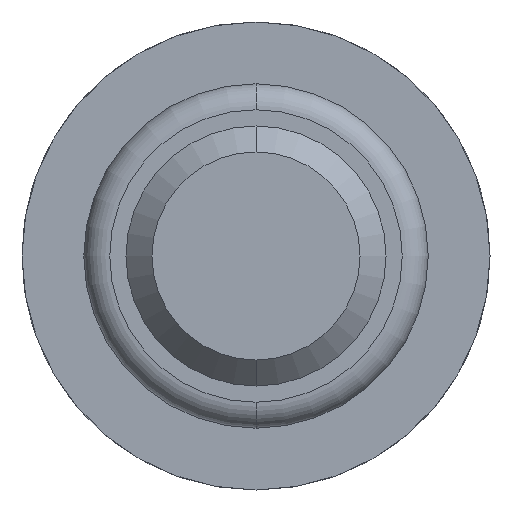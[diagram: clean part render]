
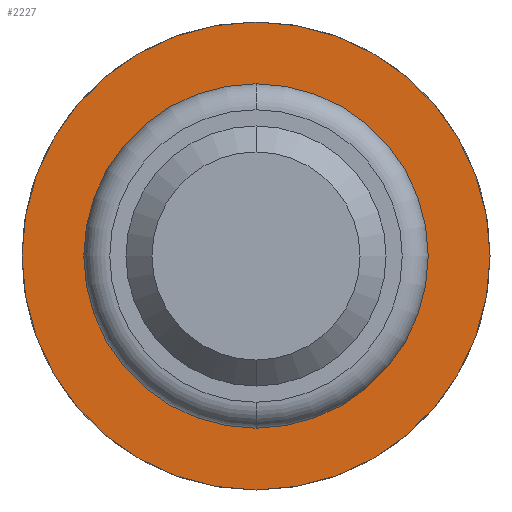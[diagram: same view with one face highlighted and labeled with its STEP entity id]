
A CAD part, front view. The second image highlights one B-rep face of the part: STEP entity #2227.
In plain terms, the highlighted planar face has unit normal (0, -1, 0).
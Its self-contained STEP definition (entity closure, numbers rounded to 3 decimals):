
#310 = DIRECTION ( 'NONE',  ( 0., 1., 0. ) ) ;
#322 = CARTESIAN_POINT ( 'NONE',  ( 0., -1.8, 0. ) ) ;
#485 = VERTEX_POINT ( 'NONE', #3318 ) ;
#487 = CARTESIAN_POINT ( 'NONE',  ( 0., -1.8, 1.8 ) ) ;
#525 = EDGE_CURVE ( 'Defeature ausgef�hrt4_12+Defeature ausgef�hrt4_13+Defeature ausgef�hrt4_13+Defeature ausgef�hrt4_13', #485, #3179, #2661, .T. ) ;
#733 = DIRECTION ( 'NONE',  ( 0., 0., 1. ) ) ;
#937 = DIRECTION ( 'NONE',  ( 0., 1., 0. ) ) ;
#1001 = CARTESIAN_POINT ( 'NONE',  ( 0., -1.8, 1.325 ) ) ;
#1005 = DIRECTION ( 'NONE',  ( 0., 0., 1. ) ) ;
#1218 = VERTEX_POINT ( 'NONE', #3898 ) ;
#1256 = DIRECTION ( 'NONE',  ( 0., 0., 1. ) ) ;
#1266 = AXIS2_PLACEMENT_3D ( 'NONE', #2289, #2590, #1934 ) ;
#1288 = PLANE ( 'NONE',  #2921 ) ;
#1502 = EDGE_CURVE ( 'Defeature ausgef�hrt4_12+Defeature ausgef�hrt4_13+Defeature ausgef�hrt4_13+Defeature ausgef�hrt4_13', #3179, #485, #2995, .T. ) ;
#1573 = EDGE_CURVE ( 'Defeature ausgef�hrt4_13+Defeature ausgef�hrt4_14+Defeature ausgef�hrt4_14+Defeature ausgef�hrt4_14', #1827, #1218, #2533, .T. ) ;
#1827 = VERTEX_POINT ( 'NONE', #1001 ) ;
#1934 = DIRECTION ( 'NONE',  ( 0., 0., 1. ) ) ;
#2005 = ORIENTED_EDGE ( 'NONE', *, *, #1573, .T. ) ;
#2045 = FACE_OUTER_BOUND ( 'NONE', #4214, .T. ) ;
#2113 = DIRECTION ( 'NONE',  ( 0., 1., 0. ) ) ;
#2165 = CARTESIAN_POINT ( 'NONE',  ( 0., -1.8, 0. ) ) ;
#2227 = ADVANCED_FACE ( 'Defeature ausgef�hrt4_13', ( #2045, #3173 ), #1288, .F. ) ;
#2289 = CARTESIAN_POINT ( 'NONE',  ( 0., -1.8, 0. ) ) ;
#2533 = CIRCLE ( 'NONE', #1266, 1.325 ) ;
#2590 = DIRECTION ( 'NONE',  ( 0., 1., 0. ) ) ;
#2661 = CIRCLE ( 'NONE', #3678, 1.8 ) ;
#2670 = ORIENTED_EDGE ( 'NONE', *, *, #1502, .F. ) ;
#2679 = DIRECTION ( 'NONE',  ( 0., 1., 0. ) ) ;
#2900 = AXIS2_PLACEMENT_3D ( 'NONE', #322, #2113, #1005 ) ;
#2921 = AXIS2_PLACEMENT_3D ( 'NONE', #3103, #937, #1256 ) ;
#2995 = CIRCLE ( 'NONE', #4507, 1.8 ) ;
#3103 = CARTESIAN_POINT ( 'NONE',  ( 1.8, -1.8, 0. ) ) ;
#3173 = FACE_BOUND ( 'NONE', #3689, .T. ) ;
#3179 = VERTEX_POINT ( 'NONE', #487 ) ;
#3223 = CIRCLE ( 'NONE', #2900, 1.325 ) ;
#3318 = CARTESIAN_POINT ( 'NONE',  ( 0., -1.8, -1.8 ) ) ;
#3678 = AXIS2_PLACEMENT_3D ( 'NONE', #4370, #2679, #4105 ) ;
#3689 = EDGE_LOOP ( 'NONE', ( #2005, #3876 ) ) ;
#3876 = ORIENTED_EDGE ( 'NONE', *, *, #4093, .T. ) ;
#3898 = CARTESIAN_POINT ( 'NONE',  ( 0., -1.8, -1.325 ) ) ;
#4093 = EDGE_CURVE ( 'Defeature ausgef�hrt4_13+Defeature ausgef�hrt4_14+Defeature ausgef�hrt4_14+Defeature ausgef�hrt4_14', #1218, #1827, #3223, .T. ) ;
#4105 = DIRECTION ( 'NONE',  ( 0., 0., 1. ) ) ;
#4214 = EDGE_LOOP ( 'NONE', ( #2670, #4470 ) ) ;
#4370 = CARTESIAN_POINT ( 'NONE',  ( 0., -1.8, 0. ) ) ;
#4470 = ORIENTED_EDGE ( 'NONE', *, *, #525, .F. ) ;
#4507 = AXIS2_PLACEMENT_3D ( 'NONE', #2165, #310, #733 ) ;
